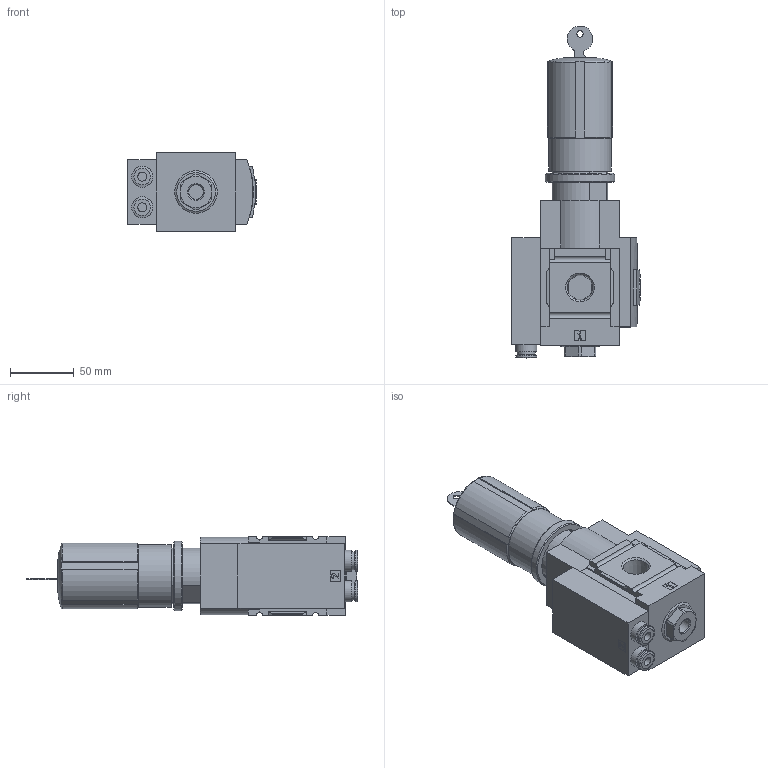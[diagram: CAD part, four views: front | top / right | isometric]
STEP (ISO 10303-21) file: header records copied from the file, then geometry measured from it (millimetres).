
FILE_DESCRIPTION(/* description */ ('STEP AP214'),/* implementation_level */ '2;1');
FILE_NAME(/* name */ '534943_MS6N-LRPB-1_2-D5-A8-BI',/* time_stamp */ '2024-09-11T15:20:19+02:00',/* author */ ('License CC BY-ND 4.0'),/* organization */ ('CADENAS'),/* preprocessor_version */ 'ST-DEVELOPER v19.3',/* originating_system */ 'PARTsolutions',/* authorisation */ ' ');
FILE_SCHEMA (('AUTOMOTIVE_DESIGN {1 0 10303 214 3 1 1}'));
Length unit declared in the file: millimetre
Products named in the file (3): 534943 MS6N-LRPB-1/2-D5-A8-BI; 535008 MS6N-LRPB-1/2-D5-A8-E11-BI 0D; 651849 MS-LR-20
Assembly tree (2 placements, depth 2):
  534943 MS6N-LRPB-1/2-D5-A8-BI
    535008 MS6N-LRPB-1/2-D5-A8-E11-BI 0D
    651849 MS-LR-20
Bounding box: 101.3 x 261.09 x 62 mm (x, y, z)
Volume: 766263.8 mm3; surface area: 74120.6 mm2
Topology: 2 solids, 2 shells, 260 faces, 651 edges, 424 vertices
Faces by surface type: plane 176, cylinder 47, cone 27, torus 10
Full cylindrical faces by diameter (mm): 5 x1, 7 x2, 11.445 x1, 12 x2, 14 x2, 16.7 x4, 20 x1, 42.917 x1, 49 x1, 55 x1
Entity records: 9423 total; most frequent: CARTESIAN_POINT 1506, ORIENTED_EDGE 1226, DIRECTION 1215, EDGE_CURVE 613, VERTEX_POINT 423, LINE 409, VECTOR 409, AXIS2_PLACEMENT_3D 403
